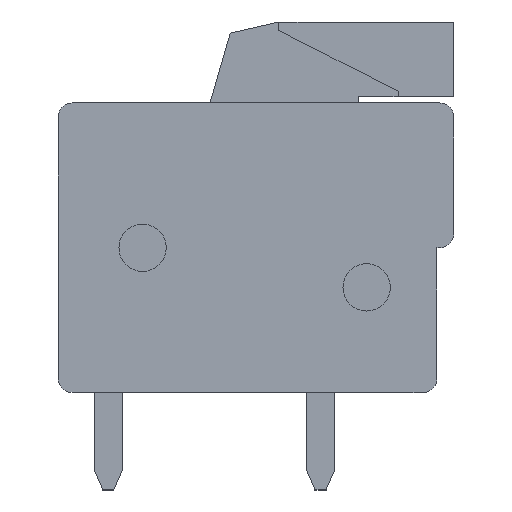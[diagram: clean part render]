
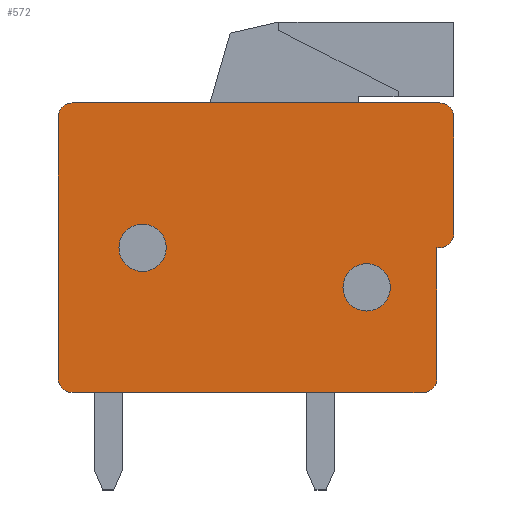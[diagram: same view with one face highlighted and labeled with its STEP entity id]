
A CAD part, left-side view. The second image highlights one B-rep face of the part: STEP entity #572.
In plain terms, the highlighted planar face has unit normal (-1, 0, 0).
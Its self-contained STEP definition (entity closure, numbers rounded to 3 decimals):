
#572 = ADVANCED_FACE( '', ( #1164, #1165, #1166 ), #1167, .T. );
#1164 = FACE_BOUND( '', #1826, .T. );
#1165 = FACE_OUTER_BOUND( '', #1827, .T. );
#1166 = FACE_BOUND( '', #1828, .T. );
#1167 = PLANE( '', #1829 );
#1826 = EDGE_LOOP( '', ( #2994 ) );
#1827 = EDGE_LOOP( '', ( #2995, #2996, #2997, #2998, #2999, #3000, #3001, #3002, #3003, #3004, #3005 ) );
#1828 = EDGE_LOOP( '', ( #3006 ) );
#1829 = AXIS2_PLACEMENT_3D( '', #3007, #3008, #3009 );
#2994 = ORIENTED_EDGE( '', *, *, #4127, .T. );
#2995 = ORIENTED_EDGE( '', *, *, #4419, .T. );
#2996 = ORIENTED_EDGE( '', *, *, #4211, .T. );
#2997 = ORIENTED_EDGE( '', *, *, #4507, .T. );
#2998 = ORIENTED_EDGE( '', *, *, #4201, .T. );
#2999 = ORIENTED_EDGE( '', *, *, #4508, .T. );
#3000 = ORIENTED_EDGE( '', *, *, #4285, .T. );
#3001 = ORIENTED_EDGE( '', *, *, #4509, .T. );
#3002 = ORIENTED_EDGE( '', *, *, #4347, .T. );
#3003 = ORIENTED_EDGE( '', *, *, #4510, .T. );
#3004 = ORIENTED_EDGE( '', *, *, #4511, .T. );
#3005 = ORIENTED_EDGE( '', *, *, #4512, .T. );
#3006 = ORIENTED_EDGE( '', *, *, #4513, .T. );
#3007 = CARTESIAN_POINT( '', ( -2.5, 0., 0. ) );
#3008 = DIRECTION( '', ( -1., 0., 0. ) );
#3009 = DIRECTION( '', ( 0., 0., 1. ) );
#4127 = EDGE_CURVE( '', #4915, #4915, #4916, .T. );
#4201 = EDGE_CURVE( '', #5049, #5047, #5050, .T. );
#4211 = EDGE_CURVE( '', #5067, #5065, #5068, .T. );
#4285 = EDGE_CURVE( '', #5192, #5190, #5193, .T. );
#4347 = EDGE_CURVE( '', #5297, #5295, #5298, .T. );
#4419 = EDGE_CURVE( '', #5406, #5067, #5407, .T. );
#4507 = EDGE_CURVE( '', #5065, #5049, #5527, .T. );
#4508 = EDGE_CURVE( '', #5047, #5192, #5528, .T. );
#4509 = EDGE_CURVE( '', #5190, #5297, #5529, .T. );
#4510 = EDGE_CURVE( '', #5295, #5530, #5531, .T. );
#4511 = EDGE_CURVE( '', #5530, #5532, #5533, .T. );
#4512 = EDGE_CURVE( '', #5532, #5406, #5534, .T. );
#4513 = EDGE_CURVE( '', #5535, #5535, #5536, .T. );
#4915 = VERTEX_POINT( '', #6052 );
#4916 = CIRCLE( '', #6053, 0.85 );
#5047 = VERTEX_POINT( '', #6235 );
#5049 = VERTEX_POINT( '', #6238 );
#5050 = CIRCLE( '', #6239, 0.5 );
#5065 = VERTEX_POINT( '', #6259 );
#5067 = VERTEX_POINT( '', #6262 );
#5068 = CIRCLE( '', #6263, 0.5 );
#5190 = VERTEX_POINT( '', #6431 );
#5192 = VERTEX_POINT( '', #6434 );
#5193 = CIRCLE( '', #6435, 0.5 );
#5295 = VERTEX_POINT( '', #6575 );
#5297 = VERTEX_POINT( '', #6578 );
#5298 = CIRCLE( '', #6579, 0.5 );
#5406 = VERTEX_POINT( '', #6734 );
#5407 = LINE( '', #6735, #6736 );
#5527 = LINE( '', #6910, #6911 );
#5528 = LINE( '', #6912, #6913 );
#5529 = LINE( '', #6914, #6915 );
#5530 = VERTEX_POINT( '', #6916 );
#5531 = LINE( '', #6917, #6918 );
#5532 = VERTEX_POINT( '', #6919 );
#5533 = CIRCLE( '', #6920, 0.5 );
#5534 = LINE( '', #6921, #6922 );
#5535 = VERTEX_POINT( '', #6923 );
#5536 = CIRCLE( '', #6924, 0.85 );
#6052 = CARTESIAN_POINT( '', ( -2.5, 3.22, 0. ) );
#6053 = AXIS2_PLACEMENT_3D( '', #7496, #7497, #7498 );
#6235 = CARTESIAN_POINT( '', ( -2.5, -6.6, 5.2 ) );
#6238 = CARTESIAN_POINT( '', ( -2.5, -7.1, 4.7 ) );
#6239 = AXIS2_PLACEMENT_3D( '', #7584, #7585, #7586 );
#6259 = CARTESIAN_POINT( '', ( -2.5, -7.1, 0.5 ) );
#6262 = CARTESIAN_POINT( '', ( -2.5, -6.6, 0. ) );
#6263 = AXIS2_PLACEMENT_3D( '', #7596, #7597, #7598 );
#6431 = CARTESIAN_POINT( '', ( -2.5, 7.1, 4.7 ) );
#6434 = CARTESIAN_POINT( '', ( -2.5, 6.6, 5.2 ) );
#6435 = AXIS2_PLACEMENT_3D( '', #7685, #7686, #7687 );
#6575 = CARTESIAN_POINT( '', ( -2.5, 6.6, -5.2 ) );
#6578 = CARTESIAN_POINT( '', ( -2.5, 7.1, -4.7 ) );
#6579 = AXIS2_PLACEMENT_3D( '', #7763, #7764, #7765 );
#6734 = CARTESIAN_POINT( '', ( -2.5, -6.5, 0. ) );
#6735 = CARTESIAN_POINT( '', ( -2.5, -6.5, 0. ) );
#6736 = VECTOR( '', #7828, 1000. );
#6910 = CARTESIAN_POINT( '', ( -2.5, -7.1, 0. ) );
#6911 = VECTOR( '', #7907, 1000. );
#6912 = CARTESIAN_POINT( '', ( -2.5, -7.1, 5.2 ) );
#6913 = VECTOR( '', #7908, 1000. );
#6914 = CARTESIAN_POINT( '', ( -2.5, 7.1, 5.2 ) );
#6915 = VECTOR( '', #7909, 1000. );
#6916 = CARTESIAN_POINT( '', ( -2.5, -6., -5.2 ) );
#6917 = CARTESIAN_POINT( '', ( -2.5, 7.1, -5.2 ) );
#6918 = VECTOR( '', #7910, 1000. );
#6919 = CARTESIAN_POINT( '', ( -2.5, -6.5, -4.7 ) );
#6920 = AXIS2_PLACEMENT_3D( '', #7911, #7912, #7913 );
#6921 = CARTESIAN_POINT( '', ( -2.5, -6.5, -5.2 ) );
#6922 = VECTOR( '', #7914, 1000. );
#6923 = CARTESIAN_POINT( '', ( -2.5, -4.825, -1.425 ) );
#6924 = AXIS2_PLACEMENT_3D( '', #7915, #7916, #7917 );
#7496 = CARTESIAN_POINT( '', ( -2.5, 4.07, 0. ) );
#7497 = DIRECTION( '', ( 1., 0., 0. ) );
#7498 = DIRECTION( '', ( 0., -1., 0. ) );
#7584 = CARTESIAN_POINT( '', ( -2.5, -6.6, 4.7 ) );
#7585 = DIRECTION( '', ( -1., 0., 0. ) );
#7586 = DIRECTION( '', ( 0., 0., 1. ) );
#7596 = CARTESIAN_POINT( '', ( -2.5, -6.6, 0.5 ) );
#7597 = DIRECTION( '', ( -1., 0., 0. ) );
#7598 = DIRECTION( '', ( 0., 0., 1. ) );
#7685 = CARTESIAN_POINT( '', ( -2.5, 6.6, 4.7 ) );
#7686 = DIRECTION( '', ( -1., 0., 0. ) );
#7687 = DIRECTION( '', ( 0., 0., 1. ) );
#7763 = CARTESIAN_POINT( '', ( -2.5, 6.6, -4.7 ) );
#7764 = DIRECTION( '', ( -1., 0., 0. ) );
#7765 = DIRECTION( '', ( 0., 0., 1. ) );
#7828 = DIRECTION( '', ( 0., -1., 0. ) );
#7907 = DIRECTION( '', ( 0., 0., 1. ) );
#7908 = DIRECTION( '', ( 0., 1., 0. ) );
#7909 = DIRECTION( '', ( 0., 0., -1. ) );
#7910 = DIRECTION( '', ( 0., -1., 0. ) );
#7911 = CARTESIAN_POINT( '', ( -2.5, -6., -4.7 ) );
#7912 = DIRECTION( '', ( -1., 0., 0. ) );
#7913 = DIRECTION( '', ( 0., 0., 1. ) );
#7914 = DIRECTION( '', ( 0., 0., 1. ) );
#7915 = CARTESIAN_POINT( '', ( -2.5, -3.975, -1.425 ) );
#7916 = DIRECTION( '', ( 1., 0., 0. ) );
#7917 = DIRECTION( '', ( 0., -1., 0. ) );
